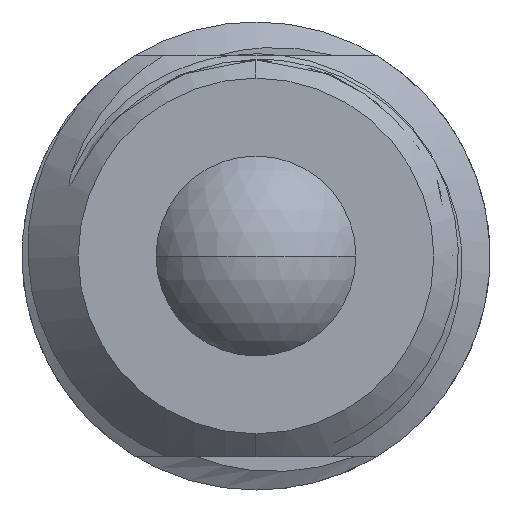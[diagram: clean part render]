
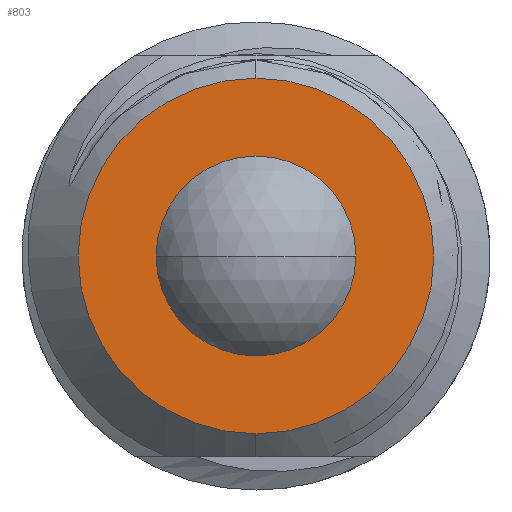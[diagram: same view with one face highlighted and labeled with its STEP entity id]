
A CAD part, left-side view. The second image highlights one B-rep face of the part: STEP entity #803.
In plain terms, the highlighted planar face has unit normal (-1, 0, 0).
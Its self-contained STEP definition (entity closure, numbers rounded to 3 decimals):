
#335 = EDGE_CURVE ( 'NONE', #15659, #20249, #16066, .T. ) ;
#803 = ADVANCED_FACE ( 'NONE', ( #9993, #28642 ), #10731, .F. ) ;
#971 = DIRECTION ( 'NONE',  ( -1., 0., 0. ) ) ;
#1285 = EDGE_LOOP ( 'NONE', ( #20667, #13892 ) ) ;
#2897 = DIRECTION ( 'NONE',  ( -1., 0., 0. ) ) ;
#4905 = DIRECTION ( 'NONE',  ( 0., 0., -1. ) ) ;
#6647 = EDGE_CURVE ( 'NONE', #23734, #25110, #33434, .T. ) ;
#6784 = CARTESIAN_POINT ( 'NONE',  ( 1.2, -2.135, 0. ) ) ;
#7005 = CARTESIAN_POINT ( 'NONE',  ( 1.2, 2.135, 0. ) ) ;
#7328 = CARTESIAN_POINT ( 'NONE',  ( 1.2, 0., 0. ) ) ;
#8491 = ORIENTED_EDGE ( 'NONE', *, *, #6647, .T. ) ;
#9871 = DIRECTION ( 'NONE',  ( 0., 0., 1. ) ) ;
#9993 = FACE_BOUND ( 'NONE', #1285, .T. ) ;
#10139 = AXIS2_PLACEMENT_3D ( 'NONE', #16186, #27344, #4905 ) ;
#10731 = PLANE ( 'NONE',  #10139 ) ;
#11198 = ORIENTED_EDGE ( 'NONE', *, *, #24834, .T. ) ;
#12102 = CARTESIAN_POINT ( 'NONE',  ( 1.2, 0., -3.8 ) ) ;
#13892 = ORIENTED_EDGE ( 'NONE', *, *, #335, .F. ) ;
#13917 = CARTESIAN_POINT ( 'NONE',  ( 1.2, 0., 0. ) ) ;
#14048 = CIRCLE ( 'NONE', #25129, 3.8 ) ;
#15255 = DIRECTION ( 'NONE',  ( 0., 0., 1. ) ) ;
#15328 = DIRECTION ( 'NONE',  ( -1., 0., 0. ) ) ;
#15659 = VERTEX_POINT ( 'NONE', #6784 ) ;
#16066 = CIRCLE ( 'NONE', #25713, 2.135 ) ;
#16186 = CARTESIAN_POINT ( 'NONE',  ( 1.2, 2.135, 0. ) ) ;
#17845 = DIRECTION ( 'NONE',  ( -1., 0., 0. ) ) ;
#18789 = CARTESIAN_POINT ( 'NONE',  ( 1.2, 0., 3.8 ) ) ;
#19696 = AXIS2_PLACEMENT_3D ( 'NONE', #22923, #17845, #20367 ) ;
#20249 = VERTEX_POINT ( 'NONE', #7005 ) ;
#20367 = DIRECTION ( 'NONE',  ( 0., 0., 1. ) ) ;
#20667 = ORIENTED_EDGE ( 'NONE', *, *, #27347, .F. ) ;
#20822 = CARTESIAN_POINT ( 'NONE',  ( 1.2, 0., 0. ) ) ;
#22923 = CARTESIAN_POINT ( 'NONE',  ( 1.2, 0., 0. ) ) ;
#23734 = VERTEX_POINT ( 'NONE', #18789 ) ;
#24834 = EDGE_CURVE ( 'NONE', #25110, #23734, #14048, .T. ) ;
#25110 = VERTEX_POINT ( 'NONE', #12102 ) ;
#25129 = AXIS2_PLACEMENT_3D ( 'NONE', #20822, #971, #15255 ) ;
#25713 = AXIS2_PLACEMENT_3D ( 'NONE', #7328, #15328, #9871 ) ;
#27344 = DIRECTION ( 'NONE',  ( 1., 0., 0. ) ) ;
#27347 = EDGE_CURVE ( 'NONE', #20249, #15659, #34393, .T. ) ;
#27515 = DIRECTION ( 'NONE',  ( 0., 0., 1. ) ) ;
#28642 = FACE_OUTER_BOUND ( 'NONE', #33843, .T. ) ;
#33434 = CIRCLE ( 'NONE', #19696, 3.8 ) ;
#33843 = EDGE_LOOP ( 'NONE', ( #8491, #11198 ) ) ;
#34196 = AXIS2_PLACEMENT_3D ( 'NONE', #13917, #2897, #27515 ) ;
#34393 = CIRCLE ( 'NONE', #34196, 2.135 ) ;
